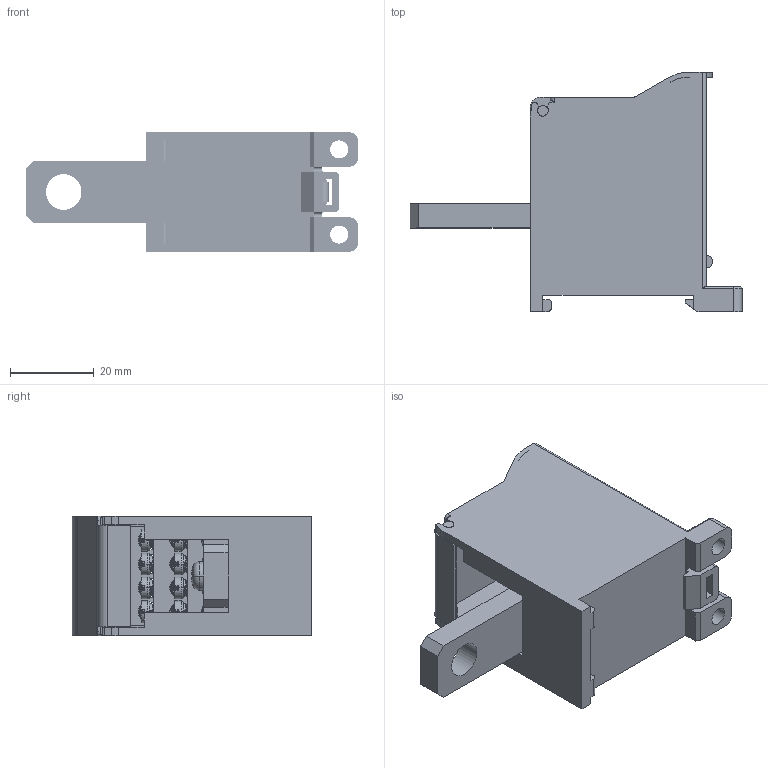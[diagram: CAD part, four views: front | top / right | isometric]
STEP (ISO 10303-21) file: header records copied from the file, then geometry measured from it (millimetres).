
FILE_DESCRIPTION((''),'2;1');
FILE_NAME('8YB754779-7','2023-11-01T',('ASUS'),(''),'PRO/ENGINEER BY PARAMETRIC TECHNOLOGY CORPORATION, 2013230','PRO/ENGINEER BY PARAMETRIC TECHNOLOGY CORPORATION, 2013230','');
FILE_SCHEMA(('CONFIG_CONTROL_DESIGN'));
Products named in the file (1): 8YB754779-7
Bounding box: 79.2 x 57.2 x 28.5 mm (x, y, z)
Volume: 40975.1 mm3; surface area: 27324.9 mm2
Topology: 1 solids, 9 shells, 1523 faces, 4410 edges, 2822 vertices
Faces by surface type: cylinder 501, bspline 463, plane 411, cone 90, torus 32, sphere 26
Entity records: 122229 total; most frequent: CARTESIAN_POINT 86792, ORIENTED_EDGE 8756, DIRECTION 5296, EDGE_CURVE 4378, VERTEX_POINT 2822, B_SPLINE_CURVE_WITH_KNOTS 1984, AXIS2_PLACEMENT_3D 1842, EDGE_LOOP 1618
